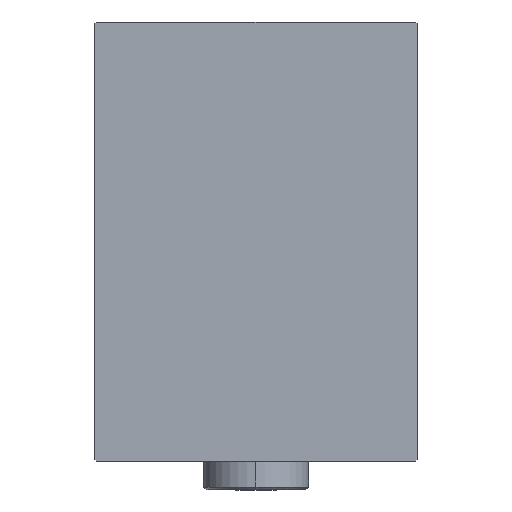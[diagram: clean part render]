
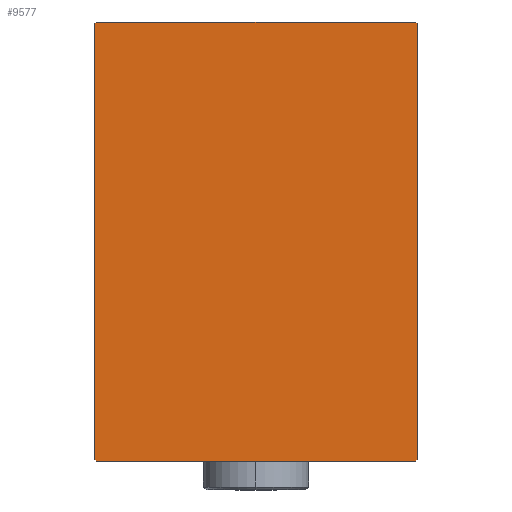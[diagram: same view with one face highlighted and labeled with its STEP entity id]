
A CAD part, left-side view. The second image highlights one B-rep face of the part: STEP entity #9577.
In plain terms, the highlighted face is planar.
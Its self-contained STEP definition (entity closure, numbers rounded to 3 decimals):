
#795 = DIRECTION ( 'NONE',  ( 1., 0., 0. ) ) ;
#963 = DIRECTION ( 'NONE',  ( 0., -1., 0. ) ) ;
#1193 = LINE ( 'NONE', #36897, #27145 ) ;
#1878 = ORIENTED_EDGE ( 'NONE', *, *, #3285, .T. ) ;
#2304 = ORIENTED_EDGE ( 'NONE', *, *, #28900, .T. ) ;
#2519 = ORIENTED_EDGE ( 'NONE', *, *, #2975, .T. ) ;
#2674 = CARTESIAN_POINT ( 'NONE',  ( 135., -27.2, -37.5 ) ) ;
#2975 = EDGE_CURVE ( 'NONE', #8153, #29128, #9823, .T. ) ;
#3227 = EDGE_CURVE ( 'NONE', #3311, #5532, #3538, .T. ) ;
#3285 = EDGE_CURVE ( 'NONE', #37770, #8153, #8635, .T. ) ;
#3311 = VERTEX_POINT ( 'NONE', #22294 ) ;
#3320 = EDGE_CURVE ( 'NONE', #22061, #23396, #1193, .T. ) ;
#3538 = LINE ( 'NONE', #42471, #28725 ) ;
#4651 = VECTOR ( 'NONE', #19942, 1000. ) ;
#4857 = EDGE_CURVE ( 'NONE', #12893, #3311, #23336, .T. ) ;
#5532 = VERTEX_POINT ( 'NONE', #40784 ) ;
#5738 = CARTESIAN_POINT ( 'NONE',  ( 135., 32.35, -32.35 ) ) ;
#6123 = DIRECTION ( 'NONE',  ( 0., -0.707, -0.707 ) ) ;
#7169 = VECTOR ( 'NONE', #963, 1000. ) ;
#7539 = DIRECTION ( 'NONE',  ( 0., 0., -1. ) ) ;
#7893 = DIRECTION ( 'NONE',  ( 0., 0., -1. ) ) ;
#8153 = VERTEX_POINT ( 'NONE', #44413 ) ;
#8572 = ORIENTED_EDGE ( 'NONE', *, *, #4857, .T. ) ;
#8635 = LINE ( 'NONE', #32711, #7169 ) ;
#8686 = DIRECTION ( 'NONE',  ( 0., -0.707, 0.707 ) ) ;
#9577 = ADVANCED_FACE ( 'NONE', ( #31869 ), #21439, .T. ) ;
#9823 = LINE ( 'NONE', #23264, #15403 ) ;
#11441 = ORIENTED_EDGE ( 'NONE', *, *, #30989, .T. ) ;
#12494 = ORIENTED_EDGE ( 'NONE', *, *, #3227, .T. ) ;
#12893 = VERTEX_POINT ( 'NONE', #13626 ) ;
#13626 = CARTESIAN_POINT ( 'NONE',  ( 135., 27.2, -37.5 ) ) ;
#15403 = VECTOR ( 'NONE', #6123, 1000. ) ;
#15984 = LINE ( 'NONE', #36381, #17434 ) ;
#17434 = VECTOR ( 'NONE', #7893, 1000. ) ;
#17668 = DIRECTION ( 'NONE',  ( 0., 0., 1. ) ) ;
#19286 = DIRECTION ( 'NONE',  ( 0., 0.707, -0.707 ) ) ;
#19942 = DIRECTION ( 'NONE',  ( 0., 1., 0. ) ) ;
#20296 = EDGE_CURVE ( 'NONE', #23396, #12893, #26205, .T. ) ;
#21439 = PLANE ( 'NONE',  #25861 ) ;
#22061 = VERTEX_POINT ( 'NONE', #41335 ) ;
#22195 = CARTESIAN_POINT ( 'NONE',  ( 135., -27.5, 37.2 ) ) ;
#22294 = CARTESIAN_POINT ( 'NONE',  ( 135., 27.5, -37.2 ) ) ;
#23264 = CARTESIAN_POINT ( 'NONE',  ( 135., -32.35, 32.35 ) ) ;
#23336 = LINE ( 'NONE', #5738, #29427 ) ;
#23396 = VERTEX_POINT ( 'NONE', #2674 ) ;
#25587 = LINE ( 'NONE', #36704, #42682 ) ;
#25861 = AXIS2_PLACEMENT_3D ( 'NONE', #35584, #795, #7539 ) ;
#26205 = LINE ( 'NONE', #34294, #4651 ) ;
#27145 = VECTOR ( 'NONE', #19286, 1000. ) ;
#28725 = VECTOR ( 'NONE', #17668, 1000. ) ;
#28900 = EDGE_CURVE ( 'NONE', #29128, #22061, #15984, .T. ) ;
#29128 = VERTEX_POINT ( 'NONE', #22195 ) ;
#29427 = VECTOR ( 'NONE', #33996, 1000. ) ;
#29719 = CARTESIAN_POINT ( 'NONE',  ( 135., 27.2, 37.5 ) ) ;
#30159 = ORIENTED_EDGE ( 'NONE', *, *, #20296, .T. ) ;
#30989 = EDGE_CURVE ( 'NONE', #5532, #37770, #25587, .T. ) ;
#31515 = ORIENTED_EDGE ( 'NONE', *, *, #3320, .T. ) ;
#31805 = EDGE_LOOP ( 'NONE', ( #30159, #8572, #12494, #11441, #1878, #2519, #2304, #31515 ) ) ;
#31869 = FACE_OUTER_BOUND ( 'NONE', #31805, .T. ) ;
#32711 = CARTESIAN_POINT ( 'NONE',  ( 135., 27.5, 37.5 ) ) ;
#33996 = DIRECTION ( 'NONE',  ( 0., 0.707, 0.707 ) ) ;
#34294 = CARTESIAN_POINT ( 'NONE',  ( 135., -27.5, -37.5 ) ) ;
#35584 = CARTESIAN_POINT ( 'NONE',  ( 135., 0., 0. ) ) ;
#36381 = CARTESIAN_POINT ( 'NONE',  ( 135., -27.5, 37.5 ) ) ;
#36704 = CARTESIAN_POINT ( 'NONE',  ( 135., 32.35, 32.35 ) ) ;
#36897 = CARTESIAN_POINT ( 'NONE',  ( 135., -32.35, -32.35 ) ) ;
#37770 = VERTEX_POINT ( 'NONE', #29719 ) ;
#40784 = CARTESIAN_POINT ( 'NONE',  ( 135., 27.5, 37.2 ) ) ;
#41335 = CARTESIAN_POINT ( 'NONE',  ( 135., -27.5, -37.2 ) ) ;
#42471 = CARTESIAN_POINT ( 'NONE',  ( 135., 27.5, -37.5 ) ) ;
#42682 = VECTOR ( 'NONE', #8686, 1000. ) ;
#44413 = CARTESIAN_POINT ( 'NONE',  ( 135., -27.2, 37.5 ) ) ;
